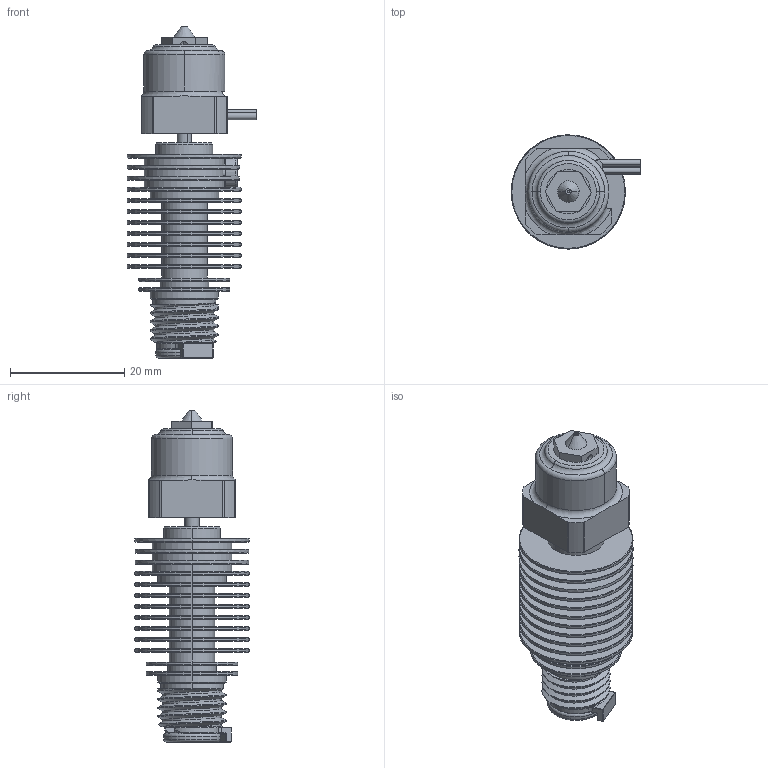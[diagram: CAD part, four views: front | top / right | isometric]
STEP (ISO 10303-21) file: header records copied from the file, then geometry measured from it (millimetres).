
FILE_DESCRIPTION (( 'STEP AP214' ), '1' );
FILE_NAME ('CHC-HOTEND-mini.STEP', '2022-04-18T05:47:37', ( '' ), ( '' ), 'SwSTEP 2.0', 'SolidWorks 2019', '' );
FILE_SCHEMA (( 'AUTOMOTIVE_DESIGN' ));
Length unit declared in the file: millimetre
Products named in the file (13): 环形加热块装配体1; titan-V2毛细管版本M6加热段-全螺纹; chc-mokup; titanV2_禱牉奪; PT100_sensor; socket head thin cap screw_din_DIN 7984 - M3 x 5 --- 3.5N; 1.75奪囀蚰; CHC-HOTEND-mini; 滅賑縐遠; E3D-V7毛细管版本散热器; 禱牉奪綰奪蚾饜; ｻｷﾐﾎｼﾓﾈﾈｿ鮖霓ｺﾌﾗ; E3D v6 HotEnd - Nozzle
Assembly tree (12 placements, depth 3):
  CHC-HOTEND-mini
    E3D-V7毛细管版本散热器
    滅賑縐遠
    1.75奪囀蚰
    禱牉奪綰奪蚾饜
      titanV2_禱牉奪
      titan-V2毛细管版本M6加热段-全螺纹
    socket head thin cap screw_din_DIN 7984 - M3 x 5 --- 3.5N
    环形加热块装配体1
      PT100_sensor
    ｻｷﾐﾎｼﾓﾈﾈｿ鮖霓ｺﾌﾗ
    E3D v6 HotEnd - Nozzle
    chc-mokup
Bounding box: 22.69 x 20 x 58.2 mm (x, y, z)
Volume: 7240.9 mm3; surface area: 11912.3 mm2
Topology: 10 solids, 13 shells, 544 faces, 1284 edges, 778 vertices
Faces by surface type: cylinder 233, plane 126, cone 102, torus 46, sphere 22, bspline 15
Entity records: 21832 total; most frequent: CARTESIAN_POINT 8985, DIRECTION 2723, ORIENTED_EDGE 2524, EDGE_CURVE 1262, AXIS2_PLACEMENT_3D 1110, VERTEX_POINT 774, EDGE_LOOP 588, CIRCLE 564
